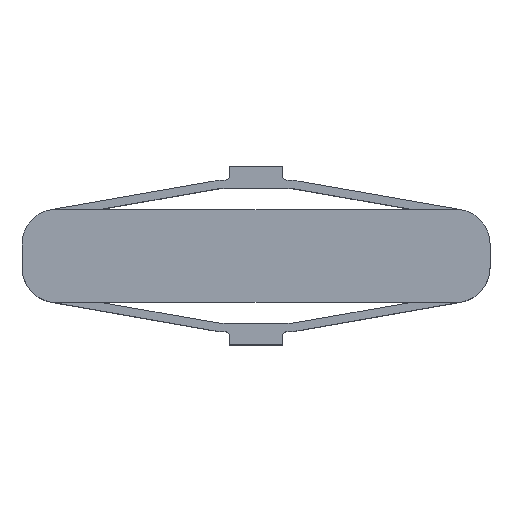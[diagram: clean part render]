
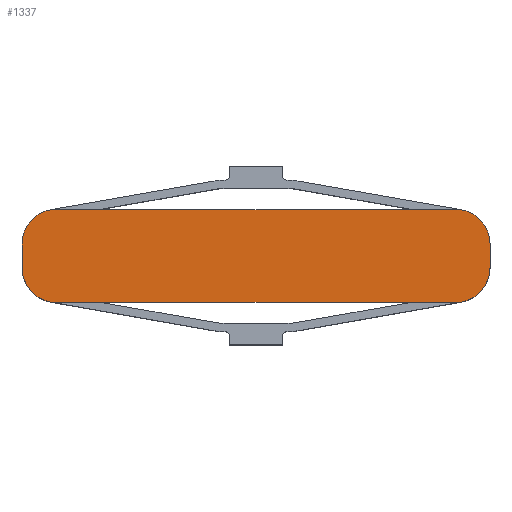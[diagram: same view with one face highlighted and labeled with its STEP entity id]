
A CAD part, top view. The second image highlights one B-rep face of the part: STEP entity #1337.
In plain terms, the highlighted planar face has unit normal (0, 0, 1).
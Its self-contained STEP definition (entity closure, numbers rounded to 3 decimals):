
#41 = AXIS2_PLACEMENT_3D ( 'NONE', #116, #616, #1357 ) ;
#47 = DIRECTION ( 'NONE',  ( 1., 0., 0. ) ) ;
#50 = CARTESIAN_POINT ( 'NONE',  ( -34.555, -7.768, 12.5 ) ) ;
#66 = CIRCLE ( 'NONE', #1241, 5.857 ) ;
#116 = CARTESIAN_POINT ( 'NONE',  ( -33.54, -2., 12.5 ) ) ;
#161 = ORIENTED_EDGE ( 'NONE', *, *, #1386, .T. ) ;
#183 = DIRECTION ( 'NONE',  ( 1., 0., 0. ) ) ;
#193 = EDGE_CURVE ( 'NONE', #315, #1352, #920, .T. ) ;
#247 = LINE ( 'NONE', #480, #922 ) ;
#269 = PLANE ( 'NONE',  #1469 ) ;
#293 = DIRECTION ( 'NONE',  ( 0., 0., 1. ) ) ;
#315 = VERTEX_POINT ( 'NONE', #756 ) ;
#317 = ORIENTED_EDGE ( 'NONE', *, *, #1011, .T. ) ;
#370 = DIRECTION ( 'NONE',  ( -1., 0., 0. ) ) ;
#371 = ORIENTED_EDGE ( 'NONE', *, *, #887, .T. ) ;
#381 = VECTOR ( 'NONE', #1022, 1000. ) ;
#384 = VERTEX_POINT ( 'NONE', #809 ) ;
#396 = DIRECTION ( 'NONE',  ( 0., 0., 1. ) ) ;
#401 = CARTESIAN_POINT ( 'NONE',  ( -34.555, -7.768, 12.5 ) ) ;
#417 = DIRECTION ( 'NONE',  ( 1., 0., 0. ) ) ;
#420 = CARTESIAN_POINT ( 'NONE',  ( 39.397, -2., 12.5 ) ) ;
#429 = CARTESIAN_POINT ( 'NONE',  ( 33.54, -2., 12.5 ) ) ;
#472 = DIRECTION ( 'NONE',  ( 0., 1., 0. ) ) ;
#480 = CARTESIAN_POINT ( 'NONE',  ( 39.397, -2., 12.5 ) ) ;
#493 = ORIENTED_EDGE ( 'NONE', *, *, #1258, .T. ) ;
#529 = CARTESIAN_POINT ( 'NONE',  ( -39.397, -2., 12.5 ) ) ;
#532 = DIRECTION ( 'NONE',  ( 1., 0., 0. ) ) ;
#535 = VERTEX_POINT ( 'NONE', #918 ) ;
#537 = LINE ( 'NONE', #529, #381 ) ;
#558 = AXIS2_PLACEMENT_3D ( 'NONE', #1274, #396, #417 ) ;
#562 = EDGE_CURVE ( 'NONE', #1265, #970, #66, .T. ) ;
#610 = VERTEX_POINT ( 'NONE', #1478 ) ;
#616 = DIRECTION ( 'NONE',  ( 0., 0., 1. ) ) ;
#641 = CARTESIAN_POINT ( 'NONE',  ( -33.54, 2., 12.5 ) ) ;
#656 = CARTESIAN_POINT ( 'NONE',  ( 33.54, 2., 12.5 ) ) ;
#661 = DIRECTION ( 'NONE',  ( 0., 0., 1. ) ) ;
#756 = CARTESIAN_POINT ( 'NONE',  ( -34.555, 7.768, 12.5 ) ) ;
#782 = CARTESIAN_POINT ( 'NONE',  ( 34.555, -7.768, 12.5 ) ) ;
#786 = EDGE_CURVE ( 'NONE', #610, #315, #1003, .T. ) ;
#809 = CARTESIAN_POINT ( 'NONE',  ( 39.397, 2., 12.5 ) ) ;
#887 = EDGE_CURVE ( 'NONE', #535, #1360, #1020, .T. ) ;
#918 = CARTESIAN_POINT ( 'NONE',  ( -39.397, -2., 12.5 ) ) ;
#920 = CIRCLE ( 'NONE', #1227, 5.857 ) ;
#922 = VECTOR ( 'NONE', #472, 1000. ) ;
#970 = VERTEX_POINT ( 'NONE', #420 ) ;
#1003 = LINE ( 'NONE', #1567, #1245 ) ;
#1011 = EDGE_CURVE ( 'NONE', #1360, #1265, #1017, .T. ) ;
#1017 = LINE ( 'NONE', #50, #1123 ) ;
#1019 = ORIENTED_EDGE ( 'NONE', *, *, #1282, .T. ) ;
#1020 = CIRCLE ( 'NONE', #41, 5.857 ) ;
#1022 = DIRECTION ( 'NONE',  ( 0., -1., 0. ) ) ;
#1032 = CARTESIAN_POINT ( 'NONE',  ( -39.397, 2., 12.5 ) ) ;
#1123 = VECTOR ( 'NONE', #1505, 1000. ) ;
#1131 = ORIENTED_EDGE ( 'NONE', *, *, #562, .T. ) ;
#1153 = ORIENTED_EDGE ( 'NONE', *, *, #786, .T. ) ;
#1227 = AXIS2_PLACEMENT_3D ( 'NONE', #641, #661, #532 ) ;
#1241 = AXIS2_PLACEMENT_3D ( 'NONE', #429, #1406, #183 ) ;
#1245 = VECTOR ( 'NONE', #370, 1000. ) ;
#1258 = EDGE_CURVE ( 'NONE', #384, #610, #1344, .T. ) ;
#1265 = VERTEX_POINT ( 'NONE', #782 ) ;
#1274 = CARTESIAN_POINT ( 'NONE',  ( 33.54, 2., 12.5 ) ) ;
#1282 = EDGE_CURVE ( 'NONE', #1352, #535, #537, .T. ) ;
#1322 = ORIENTED_EDGE ( 'NONE', *, *, #193, .T. ) ;
#1337 = ADVANCED_FACE ( 'NONE', ( #1361 ), #269, .T. ) ;
#1344 = CIRCLE ( 'NONE', #558, 5.857 ) ;
#1352 = VERTEX_POINT ( 'NONE', #1032 ) ;
#1357 = DIRECTION ( 'NONE',  ( 1., 0., 0. ) ) ;
#1360 = VERTEX_POINT ( 'NONE', #401 ) ;
#1361 = FACE_OUTER_BOUND ( 'NONE', #1531, .T. ) ;
#1386 = EDGE_CURVE ( 'NONE', #970, #384, #247, .T. ) ;
#1406 = DIRECTION ( 'NONE',  ( 0., 0., 1. ) ) ;
#1469 = AXIS2_PLACEMENT_3D ( 'NONE', #656, #293, #47 ) ;
#1478 = CARTESIAN_POINT ( 'NONE',  ( 34.555, 7.768, 12.5 ) ) ;
#1505 = DIRECTION ( 'NONE',  ( 1., 0., 0. ) ) ;
#1531 = EDGE_LOOP ( 'NONE', ( #493, #1153, #1322, #1019, #371, #317, #1131, #161 ) ) ;
#1567 = CARTESIAN_POINT ( 'NONE',  ( -34.555, 7.768, 12.5 ) ) ;
